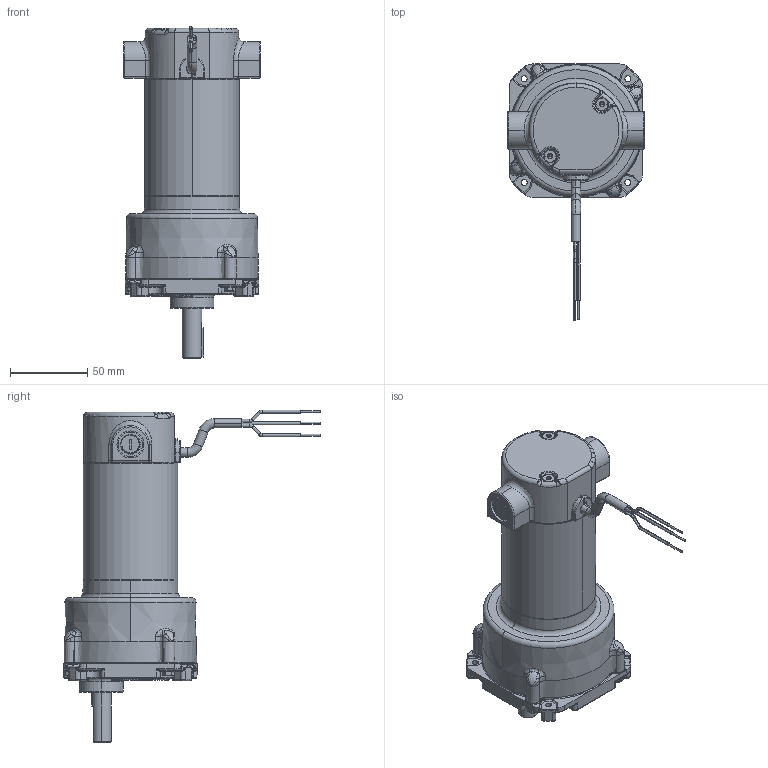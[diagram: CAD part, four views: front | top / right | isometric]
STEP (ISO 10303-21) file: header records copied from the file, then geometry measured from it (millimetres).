
FILE_DESCRIPTION (( 'STEP AP203' ), '1' );
FILE_NAME ('INFM0110.STEP', '2018-07-24T03:57:48', ( '' ), ( '' ), 'SwSTEP 2.0', 'SolidWorks 2017', '' );
FILE_SCHEMA (( 'CONFIG_CONTROL_DESIGN' ));
Length unit declared in the file: inch
Products named in the file (10): 332AZ003_332AZ003; 54100056_54100056; 238AZ001_238AZ001; 54128502_54128502; INFM0110; 54612475_54612475; 135AZ006_135AZ006; 329AZ003_329AZ003; 342AZ011_342AZ011; 49300037_49300037
Assembly tree (14 placements, depth 2):
  INFM0110
    342AZ011_342AZ011
    332AZ003_332AZ003
    238AZ001_238AZ001
    54612475_54612475
    135AZ006_135AZ006
    329AZ003_329AZ003
    49300037_49300037  x2
    54100056_54100056  x4
    54128502_54128502  x2
Bounding box: 88.9 x 166.47 x 215.52 mm (x, y, z)
Volume: 719964.4 mm3; surface area: 97694.2 mm2
Topology: 20 solids, 20 shells, 1534 faces, 3674 edges, 2142 vertices
Faces by surface type: plane 481, cylinder 429, bspline 294, torus 177, cone 108, sphere 45
Entity records: 55321 total; most frequent: CARTESIAN_POINT 27464, ORIENTED_EDGE 5916, DIRECTION 5318, EDGE_CURVE 2958, AXIS2_PLACEMENT_3D 2207, VERTEX_POINT 1755, EDGE_LOOP 1293, FACE_OUTER_BOUND 1250
